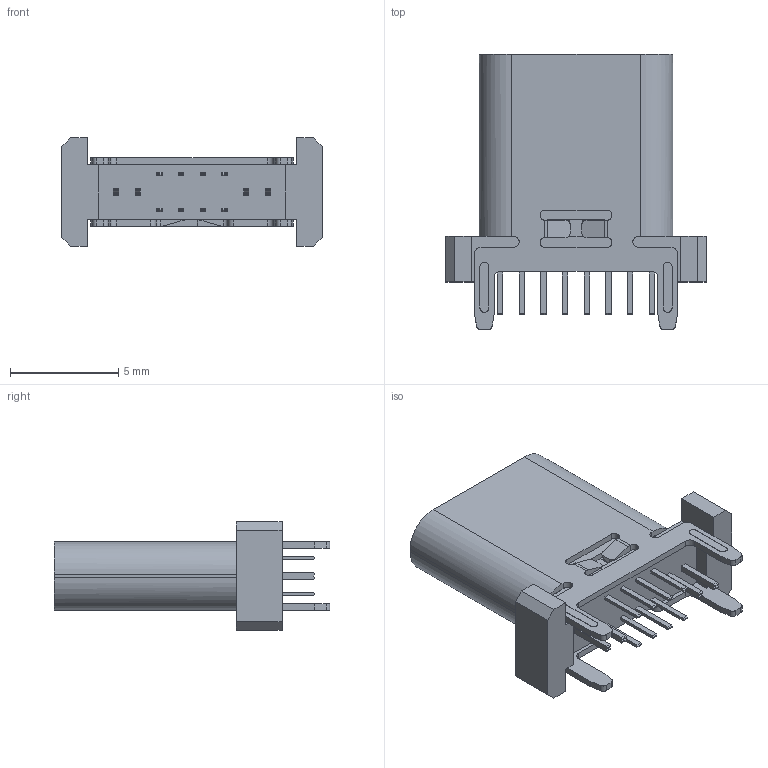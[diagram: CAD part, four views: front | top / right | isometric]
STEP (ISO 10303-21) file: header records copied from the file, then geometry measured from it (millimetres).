
FILE_DESCRIPTION (( 'STEP AP214' ), '1' );
FILE_NAME ('2.STEP', '2021-11-02T10:28:44', ( '微软用户' ), ( '微软中国' ), 'SwSTEP 2.0', 'SolidWorks 2012', '' );
FILE_SCHEMA (( 'AUTOMOTIVE_DESIGN' ));
Length unit declared in the file: millimetre
Products named in the file (1): 2
Bounding box: 12 x 12.7 x 5 mm (x, y, z)
Volume: 207.5 mm3; surface area: 714.1 mm2
Topology: 1 solids, 1 shells, 440 faces, 1265 edges, 836 vertices
Faces by surface type: plane 328, cylinder 104, cone 8
Entity records: 14460 total; most frequent: CARTESIAN_POINT 2810, ORIENTED_EDGE 2530, DIRECTION 2280, EDGE_CURVE 1265, VECTOR 996, LINE 996, VERTEX_POINT 836, AXIS2_PLACEMENT_3D 642
